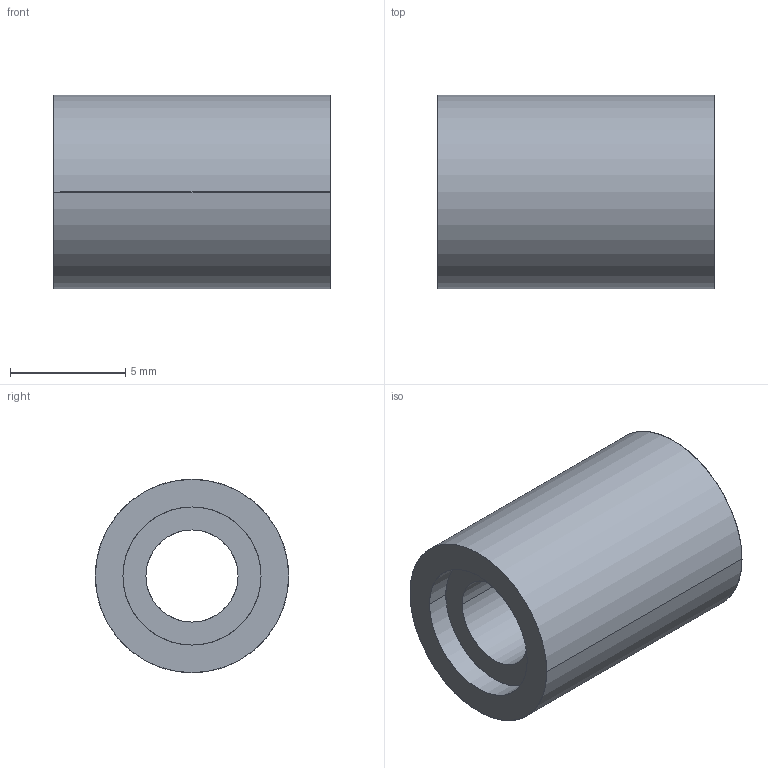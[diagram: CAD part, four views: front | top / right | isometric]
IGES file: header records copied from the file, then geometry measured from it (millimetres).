
Start section: SolidWorks IGES file using analytic representation for surfaces
Global section: file name: Ëèíåéíûé ïîäøèïíèê LM-4.IGS; native system: SolidWorks 2019; preprocessor: SolidWorks 2019; author: Êîíñòðóêòîð; date: 190522.164852; units: millimetre
Bounding box: 12 x 8.4 x 8.4 mm (x, y, z)
Surface area: 569.5 mm2 (no closed solid volume)
Topology: 0 solids, 0 shells, 12 faces, 312 edges, 336 vertices
Faces by surface type: revolution 8, bspline 4
